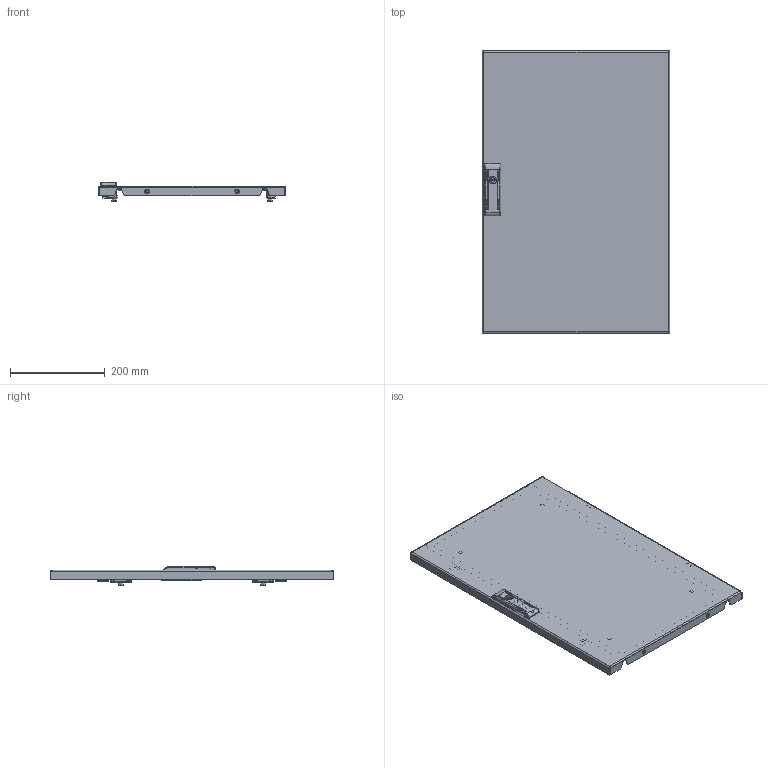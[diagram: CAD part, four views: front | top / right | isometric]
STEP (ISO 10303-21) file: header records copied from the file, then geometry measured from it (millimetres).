
FILE_DESCRIPTION (( 'STEP AP203' ), '1' );
FILE_NAME ('R5CPME4600.00.step', '2013-11-12T13:35:20', ( 'User' ), ( 'DKC' ), 'SwSTEP 2.0', 'SolidWorks 2012', '' );
FILE_SCHEMA (( 'CONFIG_CONTROL_DESIGN' ));
Length unit declared in the file: millimetre
Products named in the file (25): A5100043_A5100043; QE02C200_Piegato; AC00C390_AC00C390; AC00C367; AC00C357; BOX14; A1100004; AC00C388_AC00C388; A7100032_A7100032; AC00C389_AC00C389; AC00C504_AC00C505; A3100004_Dado M6 UNI 5588 znct; AC00C400; Guarnizione CPME_Guarnizione CPME 400x600; QE02T200G; AC00C061_AC00C061; AC00C720; R5CPME4600.00; AC00C180; AC00C254; A0200018; AC00C579; AC00C112; AC00C387; A2200018_A2200018
Assembly tree (46 placements, depth 3):
  R5CPME4600.00
    QE02T200G
      QE02C200_Piegato
      A5100043_A5100043  x6
      AC00C720  x2
      AC00C061_AC00C061  x2
    Guarnizione CPME_Guarnizione CPME 400x600
    AC00C400  x2
    A3100004_Dado M6 UNI 5588 znct  x2
    BOX14
      AC00C504_AC00C505
      AC00C389_AC00C389
      A7100032_A7100032
      AC00C388_AC00C388
      A1100004
    AC00C357
    AC00C367
    AC00C390_AC00C390  x2
    A2200018_A2200018  x4
    AC00C387
    AC00C112  x4
    AC00C579  x2
    A0200018  x4
    AC00C254  x2
    AC00C180  x2
Bounding box: 394 x 596 x 40.5 mm (x, y, z)
Volume: 775521.1 mm3; surface area: 696812.5 mm2
Topology: 52 solids, 52 shells, 2243 faces, 5402 edges, 3283 vertices
Faces by surface type: plane 844, cylinder 770, cone 416, torus 128, bspline 69, sphere 16
Entity records: 41877 total; most frequent: CARTESIAN_POINT 9362, DIRECTION 6337, ORIENTED_EDGE 6016, EDGE_CURVE 3008, AXIS2_PLACEMENT_3D 2335, VERTEX_POINT 1898, VECTOR 1667, LINE 1667
